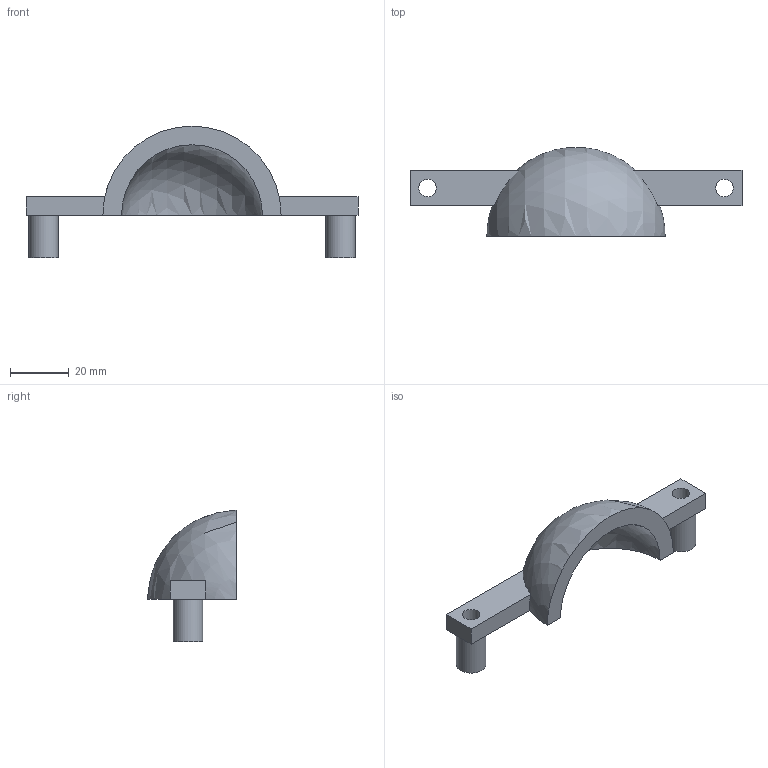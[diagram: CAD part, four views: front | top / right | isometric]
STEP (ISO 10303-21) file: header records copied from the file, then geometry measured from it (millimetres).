
FILE_DESCRIPTION(/* description */ (''),/* implementation_level */ '2;1');
FILE_NAME(/* name */ 'LiDAR Cover.step',/* time_stamp */ '2025-12-27T21:47:21-05:00',/* author */ (''),/* organization */ (''),/* preprocessor_version */ 'ST-DEVELOPER v20.1',/* originating_system */ 'Autodesk Translation Framework v14.21.0.0',/* authorisation */ '');
FILE_SCHEMA (('AUTOMOTIVE_DESIGN { 1 0 10303 214 3 1 1 }'));
Length unit declared in the file: millimetre
Products named in the file (1): 2025-12-27-21-04-15-870
Bounding box: 113 x 30.25 x 44.85 mm (x, y, z)
Volume: 20720.1 mm3; surface area: 9683.7 mm2
Topology: 1 solids, 1 shells, 18 faces, 46 edges, 28 vertices
Faces by surface type: plane 12, cylinder 4, sphere 2
Full cylindrical faces by diameter (mm): 6 x2, 10 x2
Entity records: 567 total; most frequent: DIRECTION 100, CARTESIAN_POINT 89, ORIENTED_EDGE 84, EDGE_CURVE 42, AXIS2_PLACEMENT_3D 39, VERTEX_POINT 28, EDGE_LOOP 24, LINE 22
